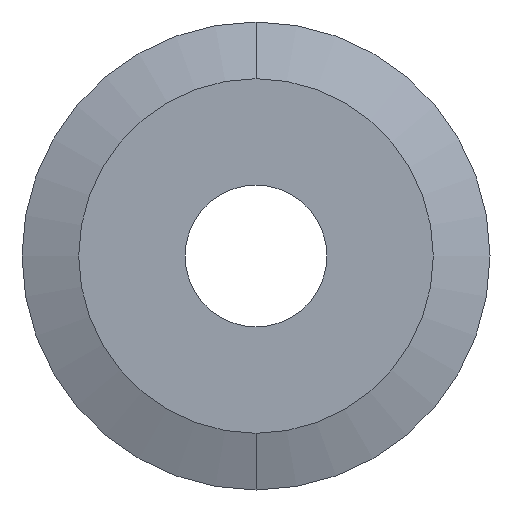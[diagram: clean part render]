
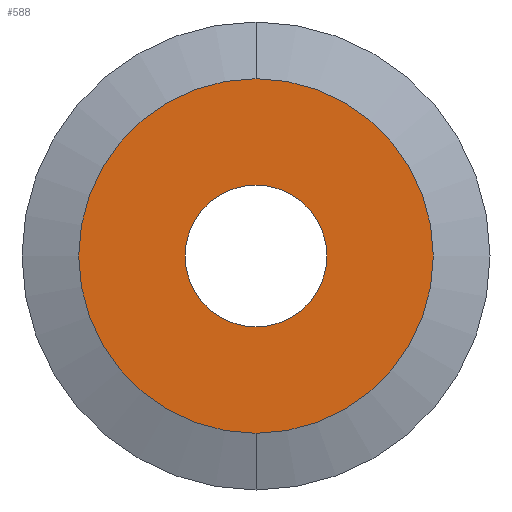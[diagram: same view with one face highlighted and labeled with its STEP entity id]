
A CAD part, front view. The second image highlights one B-rep face of the part: STEP entity #588.
In plain terms, the highlighted planar face has unit normal (0, -1, 0).
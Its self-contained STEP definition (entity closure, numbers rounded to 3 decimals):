
#7 = DIRECTION ( 'NONE',  ( 0., 0., 1. ) ) ;
#10 = CARTESIAN_POINT ( 'NONE',  ( 0., -35.1, -5. ) ) ;
#26 = CARTESIAN_POINT ( 'NONE',  ( 0., -35.1, 0. ) ) ;
#44 = CARTESIAN_POINT ( 'NONE',  ( 0., -35.1, 0. ) ) ;
#48 = CIRCLE ( 'NONE', #201, 5. ) ;
#58 = CARTESIAN_POINT ( 'NONE',  ( 0., -35.1, 5. ) ) ;
#64 = ORIENTED_EDGE ( 'NONE', *, *, #429, .T. ) ;
#70 = ORIENTED_EDGE ( 'NONE', *, *, #385, .T. ) ;
#72 = VERTEX_POINT ( 'NONE', #602 ) ;
#89 = CARTESIAN_POINT ( 'NONE',  ( 0., -35.1, 0. ) ) ;
#132 = DIRECTION ( 'NONE',  ( 0., 0., 1. ) ) ;
#134 = AXIS2_PLACEMENT_3D ( 'NONE', #44, #403, #132 ) ;
#147 = VERTEX_POINT ( 'NONE', #58 ) ;
#163 = VERTEX_POINT ( 'NONE', #532 ) ;
#165 = AXIS2_PLACEMENT_3D ( 'NONE', #523, #654, #7 ) ;
#176 = VERTEX_POINT ( 'NONE', #10 ) ;
#178 = AXIS2_PLACEMENT_3D ( 'NONE', #601, #193, #622 ) ;
#191 = ORIENTED_EDGE ( 'NONE', *, *, #300, .T. ) ;
#193 = DIRECTION ( 'NONE',  ( 0., -1., 0. ) ) ;
#201 = AXIS2_PLACEMENT_3D ( 'NONE', #26, #561, #451 ) ;
#208 = CIRCLE ( 'NONE', #254, 2. ) ;
#229 = ORIENTED_EDGE ( 'NONE', *, *, #408, .T. ) ;
#242 = DIRECTION ( 'NONE',  ( 0., 0., 1. ) ) ;
#254 = AXIS2_PLACEMENT_3D ( 'NONE', #89, #383, #242 ) ;
#291 = EDGE_LOOP ( 'NONE', ( #64, #191 ) ) ;
#300 = EDGE_CURVE ( 'NONE', #163, #72, #208, .T. ) ;
#314 = EDGE_LOOP ( 'NONE', ( #229, #70 ) ) ;
#383 = DIRECTION ( 'NONE',  ( 0., 1., 0. ) ) ;
#385 = EDGE_CURVE ( 'NONE', #176, #147, #48, .T. ) ;
#387 = FACE_BOUND ( 'NONE', #291, .T. ) ;
#403 = DIRECTION ( 'NONE',  ( 0., 1., 0. ) ) ;
#408 = EDGE_CURVE ( 'NONE', #147, #176, #653, .T. ) ;
#429 = EDGE_CURVE ( 'NONE', #72, #163, #618, .T. ) ;
#439 = FACE_OUTER_BOUND ( 'NONE', #314, .T. ) ;
#451 = DIRECTION ( 'NONE',  ( 0., 0., 1. ) ) ;
#523 = CARTESIAN_POINT ( 'NONE',  ( 0., -35.1, 0. ) ) ;
#532 = CARTESIAN_POINT ( 'NONE',  ( 0., -35.1, -2. ) ) ;
#561 = DIRECTION ( 'NONE',  ( 0., -1., 0. ) ) ;
#588 = ADVANCED_FACE ( 'NONE', ( #387, #439 ), #672, .F. ) ;
#601 = CARTESIAN_POINT ( 'NONE',  ( 0., -35.1, 0. ) ) ;
#602 = CARTESIAN_POINT ( 'NONE',  ( 0., -35.1, 2. ) ) ;
#618 = CIRCLE ( 'NONE', #165, 2. ) ;
#622 = DIRECTION ( 'NONE',  ( 0., 0., 1. ) ) ;
#653 = CIRCLE ( 'NONE', #178, 5. ) ;
#654 = DIRECTION ( 'NONE',  ( 0., 1., 0. ) ) ;
#672 = PLANE ( 'NONE',  #134 ) ;
